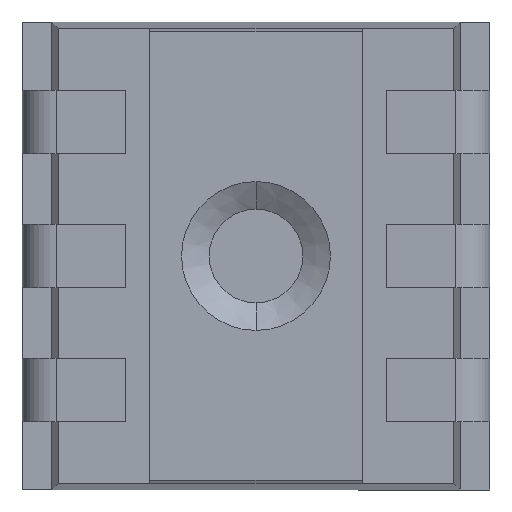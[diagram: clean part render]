
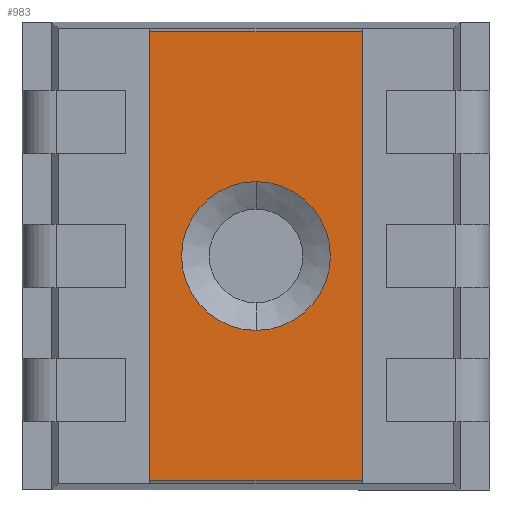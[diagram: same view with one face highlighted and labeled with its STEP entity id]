
A CAD part, front view. The second image highlights one B-rep face of the part: STEP entity #983.
In plain terms, the highlighted planar face has unit normal (0, -1, 0).
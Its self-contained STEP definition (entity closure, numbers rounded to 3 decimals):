
#3 = VECTOR ( 'NONE', #1361, 1000. ) ;
#44 = LINE ( 'NONE', #2672, #3 ) ;
#46 = CIRCLE ( 'NONE', #455, 0.35 ) ;
#161 = CARTESIAN_POINT ( 'NONE',  ( -0.5, 0.065, -1.055 ) ) ;
#166 = EDGE_CURVE ( 'NONE', #357, #1410, #1720, .T. ) ;
#225 = ORIENTED_EDGE ( 'NONE', *, *, #1292, .F. ) ;
#273 = VERTEX_POINT ( 'NONE', #2386 ) ;
#304 = LINE ( 'NONE', #2693, #834 ) ;
#357 = VERTEX_POINT ( 'NONE', #2662 ) ;
#371 = CARTESIAN_POINT ( 'NONE',  ( 0.5, 0.065, 1.055 ) ) ;
#390 = ORIENTED_EDGE ( 'NONE', *, *, #1186, .T. ) ;
#391 = LINE ( 'NONE', #404, #2661 ) ;
#404 = CARTESIAN_POINT ( 'NONE',  ( -0.5, 0.065, 1.055 ) ) ;
#411 = DIRECTION ( 'NONE',  ( 0., 0., -1. ) ) ;
#427 = CARTESIAN_POINT ( 'NONE',  ( -0.5, 0.065, 1.055 ) ) ;
#455 = AXIS2_PLACEMENT_3D ( 'NONE', #982, #1196, #1852 ) ;
#493 = EDGE_CURVE ( 'NONE', #813, #357, #304, .T. ) ;
#511 = ORIENTED_EDGE ( 'NONE', *, *, #1483, .F. ) ;
#597 = EDGE_LOOP ( 'NONE', ( #511, #225 ) ) ;
#682 = CIRCLE ( 'NONE', #2736, 0.35 ) ;
#718 = ORIENTED_EDGE ( 'NONE', *, *, #166, .T. ) ;
#720 = AXIS2_PLACEMENT_3D ( 'NONE', #2195, #2380, #411 ) ;
#813 = VERTEX_POINT ( 'NONE', #161 ) ;
#834 = VECTOR ( 'NONE', #2056, 1000. ) ;
#920 = DIRECTION ( 'NONE',  ( 0., 0., -1. ) ) ;
#982 = CARTESIAN_POINT ( 'NONE',  ( 0., 0.065, 0. ) ) ;
#983 = ADVANCED_FACE ( 'NONE', ( #2641, #1537 ), #1325, .T. ) ;
#1029 = ORIENTED_EDGE ( 'NONE', *, *, #493, .T. ) ;
#1186 = EDGE_CURVE ( 'NONE', #1410, #2132, #391, .T. ) ;
#1196 = DIRECTION ( 'NONE',  ( 0., -1., 0. ) ) ;
#1292 = EDGE_CURVE ( 'NONE', #273, #2309, #46, .T. ) ;
#1325 = PLANE ( 'NONE',  #720 ) ;
#1361 = DIRECTION ( 'NONE',  ( 0., 0., -1. ) ) ;
#1410 = VERTEX_POINT ( 'NONE', #371 ) ;
#1483 = EDGE_CURVE ( 'NONE', #2309, #273, #682, .T. ) ;
#1537 = FACE_OUTER_BOUND ( 'NONE', #2177, .T. ) ;
#1720 = LINE ( 'NONE', #2738, #2161 ) ;
#1852 = DIRECTION ( 'NONE',  ( 0., 0., -1. ) ) ;
#1877 = ORIENTED_EDGE ( 'NONE', *, *, #2372, .T. ) ;
#2056 = DIRECTION ( 'NONE',  ( 1., 0., 0. ) ) ;
#2061 = DIRECTION ( 'NONE',  ( 0., 0., 1. ) ) ;
#2132 = VERTEX_POINT ( 'NONE', #427 ) ;
#2151 = DIRECTION ( 'NONE',  ( -1., 0., 0. ) ) ;
#2161 = VECTOR ( 'NONE', #2061, 1000. ) ;
#2177 = EDGE_LOOP ( 'NONE', ( #1877, #1029, #718, #390 ) ) ;
#2195 = CARTESIAN_POINT ( 'NONE',  ( 0., 0.065, 0. ) ) ;
#2208 = DIRECTION ( 'NONE',  ( 0., -1., 0. ) ) ;
#2309 = VERTEX_POINT ( 'NONE', #2687 ) ;
#2372 = EDGE_CURVE ( 'NONE', #2132, #813, #44, .T. ) ;
#2380 = DIRECTION ( 'NONE',  ( 0., -1., 0. ) ) ;
#2386 = CARTESIAN_POINT ( 'NONE',  ( 0., 0.065, 0.35 ) ) ;
#2437 = CARTESIAN_POINT ( 'NONE',  ( 0., 0.065, 0. ) ) ;
#2641 = FACE_BOUND ( 'NONE', #597, .T. ) ;
#2661 = VECTOR ( 'NONE', #2151, 1000. ) ;
#2662 = CARTESIAN_POINT ( 'NONE',  ( 0.5, 0.065, -1.055 ) ) ;
#2672 = CARTESIAN_POINT ( 'NONE',  ( -0.5, 0.065, -1.069 ) ) ;
#2687 = CARTESIAN_POINT ( 'NONE',  ( 0., 0.065, -0.35 ) ) ;
#2693 = CARTESIAN_POINT ( 'NONE',  ( 0.5, 0.065, -1.055 ) ) ;
#2736 = AXIS2_PLACEMENT_3D ( 'NONE', #2437, #2208, #920 ) ;
#2738 = CARTESIAN_POINT ( 'NONE',  ( 0.5, 0.065, -1.069 ) ) ;
